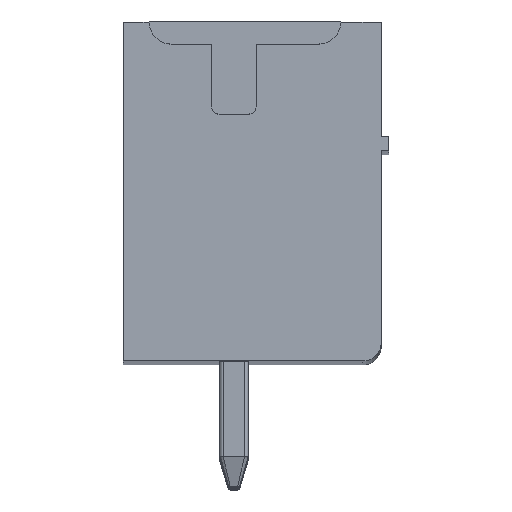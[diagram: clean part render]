
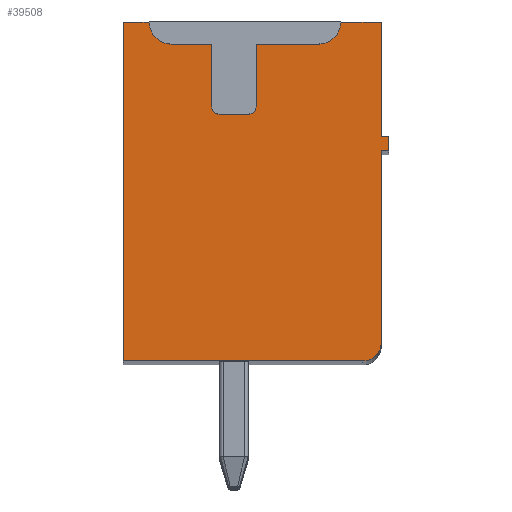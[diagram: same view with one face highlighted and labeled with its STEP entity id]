
A CAD part, top view. The second image highlights one B-rep face of the part: STEP entity #39508.
In plain terms, the highlighted planar face has unit normal (0, 0, 1).
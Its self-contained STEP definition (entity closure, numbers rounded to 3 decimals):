
#257=CARTESIAN_POINT('',(-3.,9.2,2.3));
#258=VERTEX_POINT('',#257);
#259=CARTESIAN_POINT('',(-2.3,9.2,2.3));
#260=VERTEX_POINT('',#259);
#261=CARTESIAN_POINT('',(-3.,9.2,2.3));
#262=DIRECTION('',(1.0,0.0,0.0));
#263=VECTOR('',#262,0.7);
#264=LINE('',#261,#263);
#265=EDGE_CURVE('',#258,#260,#264,.T.);
#274=CARTESIAN_POINT('',(2.9,9.2,2.3));
#275=VERTEX_POINT('',#274);
#282=CARTESIAN_POINT('',(4.,9.2,2.3));
#283=VERTEX_POINT('',#282);
#284=CARTESIAN_POINT('',(2.9,9.2,2.3));
#285=DIRECTION('',(1.0,0.0,0.0));
#286=VECTOR('',#285,1.1);
#287=LINE('',#284,#286);
#288=EDGE_CURVE('',#275,#283,#287,.T.);
#37766=CARTESIAN_POINT('',(2.3,8.6,2.3));
#37767=VERTEX_POINT('',#37766);
#37774=CARTESIAN_POINT('',(2.3,9.2,2.3));
#37775=DIRECTION('',(0.0,0.0,-1.0));
#37776=DIRECTION('',(0.0,1.0,0.0));
#37777=AXIS2_PLACEMENT_3D('',#37774,#37775,#37776);
#37778=CIRCLE('',#37777,0.6);
#37779=EDGE_CURVE('',#275,#37767,#37778,.T.);
#37791=CARTESIAN_POINT('',(0.6,8.6,2.3));
#37792=VERTEX_POINT('',#37791);
#37799=CARTESIAN_POINT('',(2.3,8.6,2.3));
#37800=DIRECTION('',(-1.0,0.0,0.0));
#37801=VECTOR('',#37800,1.7);
#37802=LINE('',#37799,#37801);
#37803=EDGE_CURVE('',#37767,#37792,#37802,.T.);
#37815=CARTESIAN_POINT('',(0.6,6.9,2.3));
#37816=VERTEX_POINT('',#37815);
#37823=CARTESIAN_POINT('',(0.6,8.6,2.3));
#37824=DIRECTION('',(0.0,-1.0,0.0));
#37825=VECTOR('',#37824,1.7);
#37826=LINE('',#37823,#37825);
#37827=EDGE_CURVE('',#37792,#37816,#37826,.T.);
#37839=CARTESIAN_POINT('',(0.4,6.7,2.3));
#37840=VERTEX_POINT('',#37839);
#37847=CARTESIAN_POINT('',(0.4,6.9,2.3));
#37848=DIRECTION('',(0.0,0.0,-1.0));
#37849=DIRECTION('',(0.0,1.0,0.0));
#37850=AXIS2_PLACEMENT_3D('',#37847,#37848,#37849);
#37851=CIRCLE('',#37850,0.2);
#37852=EDGE_CURVE('',#37816,#37840,#37851,.T.);
#37864=CARTESIAN_POINT('',(-0.4,6.7,2.3));
#37865=VERTEX_POINT('',#37864);
#37872=CARTESIAN_POINT('',(0.4,6.7,2.3));
#37873=DIRECTION('',(-1.0,0.0,0.0));
#37874=VECTOR('',#37873,0.8);
#37875=LINE('',#37872,#37874);
#37876=EDGE_CURVE('',#37840,#37865,#37875,.T.);
#37888=CARTESIAN_POINT('',(-0.6,6.9,2.3));
#37889=VERTEX_POINT('',#37888);
#37896=CARTESIAN_POINT('',(-0.4,6.9,2.3));
#37897=DIRECTION('',(0.0,0.0,-1.0));
#37898=DIRECTION('',(1.0,0.0,0.0));
#37899=AXIS2_PLACEMENT_3D('',#37896,#37897,#37898);
#37900=CIRCLE('',#37899,0.2);
#37901=EDGE_CURVE('',#37865,#37889,#37900,.T.);
#37913=CARTESIAN_POINT('',(-0.6,8.6,2.3));
#37914=VERTEX_POINT('',#37913);
#37921=CARTESIAN_POINT('',(-0.6,6.9,2.3));
#37922=DIRECTION('',(0.0,1.0,0.0));
#37923=VECTOR('',#37922,1.7);
#37924=LINE('',#37921,#37923);
#37925=EDGE_CURVE('',#37889,#37914,#37924,.T.);
#37937=CARTESIAN_POINT('',(-1.7,8.6,2.3));
#37938=VERTEX_POINT('',#37937);
#37945=CARTESIAN_POINT('',(-0.6,8.6,2.3));
#37946=DIRECTION('',(-1.0,0.0,0.0));
#37947=VECTOR('',#37946,1.1);
#37948=LINE('',#37945,#37947);
#37949=EDGE_CURVE('',#37914,#37938,#37948,.T.);
#37962=CARTESIAN_POINT('',(-1.7,9.2,2.3));
#37963=DIRECTION('',(0.0,0.0,-1.0));
#37964=DIRECTION('',(1.0,0.0,0.0));
#37965=AXIS2_PLACEMENT_3D('',#37962,#37963,#37964);
#37966=CIRCLE('',#37965,0.6);
#37967=EDGE_CURVE('',#37938,#260,#37966,.T.);
#39141=CARTESIAN_POINT('',(-3.,0.0,2.3));
#39142=VERTEX_POINT('',#39141);
#39143=CARTESIAN_POINT('',(-3.,0.0,2.3));
#39144=DIRECTION('',(0.0,1.0,0.0));
#39145=VECTOR('',#39144,9.2);
#39146=LINE('',#39143,#39145);
#39147=EDGE_CURVE('',#39142,#258,#39146,.T.);
#39165=CARTESIAN_POINT('',(4.,6.1,2.3));
#39166=VERTEX_POINT('',#39165);
#39167=CARTESIAN_POINT('',(4.,9.2,2.3));
#39168=DIRECTION('',(0.0,-1.0,0.0));
#39169=VECTOR('',#39168,3.1);
#39170=LINE('',#39167,#39169);
#39171=EDGE_CURVE('',#283,#39166,#39170,.T.);
#39189=CARTESIAN_POINT('',(4.2,6.1,2.3));
#39190=VERTEX_POINT('',#39189);
#39191=CARTESIAN_POINT('',(4.,6.1,2.3));
#39192=DIRECTION('',(1.0,0.0,0.0));
#39193=VECTOR('',#39192,0.2);
#39194=LINE('',#39191,#39193);
#39195=EDGE_CURVE('',#39166,#39190,#39194,.T.);
#39213=CARTESIAN_POINT('',(4.2,5.7,2.3));
#39214=VERTEX_POINT('',#39213);
#39215=CARTESIAN_POINT('',(4.2,6.1,2.3));
#39216=DIRECTION('',(0.0,-1.0,0.0));
#39217=VECTOR('',#39216,0.4);
#39218=LINE('',#39215,#39217);
#39219=EDGE_CURVE('',#39190,#39214,#39218,.T.);
#39237=CARTESIAN_POINT('',(4.,5.7,2.3));
#39238=VERTEX_POINT('',#39237);
#39239=CARTESIAN_POINT('',(4.2,5.7,2.3));
#39240=DIRECTION('',(-1.0,0.0,0.0));
#39241=VECTOR('',#39240,0.2);
#39242=LINE('',#39239,#39241);
#39243=EDGE_CURVE('',#39214,#39238,#39242,.T.);
#39261=CARTESIAN_POINT('',(4.,0.5,2.3));
#39262=VERTEX_POINT('',#39261);
#39263=CARTESIAN_POINT('',(4.,5.7,2.3));
#39264=DIRECTION('',(0.0,-1.0,0.0));
#39265=VECTOR('',#39264,5.2);
#39266=LINE('',#39263,#39265);
#39267=EDGE_CURVE('',#39238,#39262,#39266,.T.);
#39285=CARTESIAN_POINT('',(3.5,0.0,2.3));
#39286=VERTEX_POINT('',#39285);
#39287=CARTESIAN_POINT('',(3.5,0.5,2.3));
#39288=DIRECTION('',(0.0,0.0,-1.0));
#39289=DIRECTION('',(0.0,-1.0,0.0));
#39290=AXIS2_PLACEMENT_3D('',#39287,#39288,#39289);
#39291=CIRCLE('',#39290,0.5);
#39292=EDGE_CURVE('',#39262,#39286,#39291,.T.);
#39310=CARTESIAN_POINT('',(3.5,0.0,2.3));
#39311=DIRECTION('',(-1.0,0.0,0.0));
#39312=VECTOR('',#39311,6.5);
#39313=LINE('',#39310,#39312);
#39314=EDGE_CURVE('',#39286,#39142,#39313,.T.);
#39482=CARTESIAN_POINT('',(0.523,4.647,2.3));
#39483=DIRECTION('',(0.0,0.0,1.0));
#39484=DIRECTION('',(1.0,0.0,0.0));
#39485=AXIS2_PLACEMENT_3D('',#39482,#39483,#39484);
#39486=PLANE('',#39485);
#39487=ORIENTED_EDGE('',*,*,#37967,.T.);
#39488=ORIENTED_EDGE('',*,*,#265,.F.);
#39489=ORIENTED_EDGE('',*,*,#39147,.F.);
#39490=ORIENTED_EDGE('',*,*,#39314,.F.);
#39491=ORIENTED_EDGE('',*,*,#39292,.F.);
#39492=ORIENTED_EDGE('',*,*,#39267,.F.);
#39493=ORIENTED_EDGE('',*,*,#39243,.F.);
#39494=ORIENTED_EDGE('',*,*,#39219,.F.);
#39495=ORIENTED_EDGE('',*,*,#39195,.F.);
#39496=ORIENTED_EDGE('',*,*,#39171,.F.);
#39497=ORIENTED_EDGE('',*,*,#288,.F.);
#39498=ORIENTED_EDGE('',*,*,#37779,.T.);
#39499=ORIENTED_EDGE('',*,*,#37803,.T.);
#39500=ORIENTED_EDGE('',*,*,#37827,.T.);
#39501=ORIENTED_EDGE('',*,*,#37852,.T.);
#39502=ORIENTED_EDGE('',*,*,#37876,.T.);
#39503=ORIENTED_EDGE('',*,*,#37901,.T.);
#39504=ORIENTED_EDGE('',*,*,#37925,.T.);
#39505=ORIENTED_EDGE('',*,*,#37949,.T.);
#39506=EDGE_LOOP('',(#39487,#39488,#39489,#39490,#39491,#39492,#39493,#39494,#39495,#39496,#39497,#39498,#39499,#39500,#39501,#39502,#39503,#39504,#39505));
#39507=FACE_OUTER_BOUND('',#39506,.T.);
#39508=ADVANCED_FACE('',(#39507),#39486,.T.);
